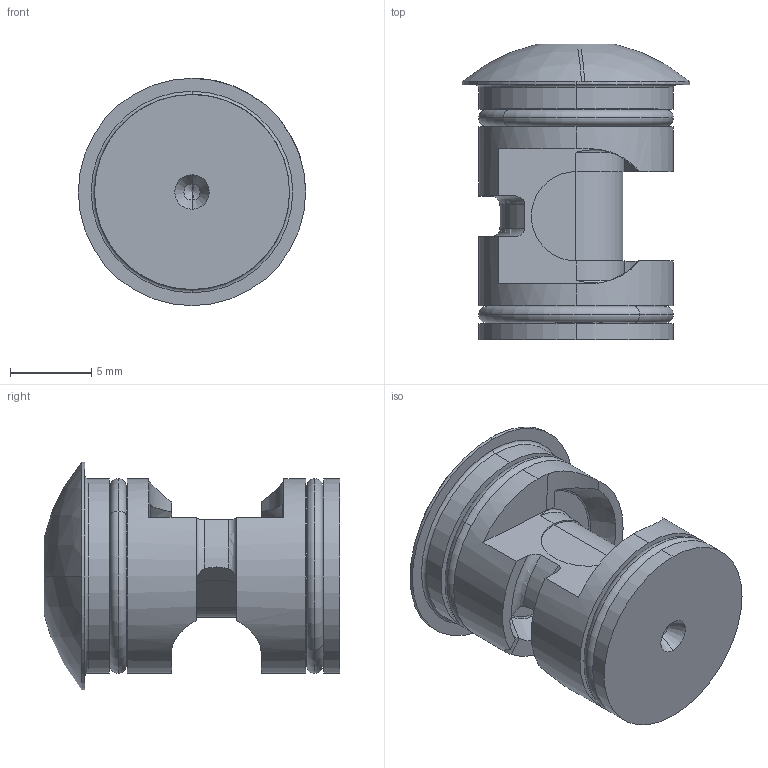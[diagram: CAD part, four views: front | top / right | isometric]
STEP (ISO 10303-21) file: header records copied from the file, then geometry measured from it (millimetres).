
FILE_DESCRIPTION (( 'STEP AP214' ), '1' );
FILE_NAME ('LW4.ER1.014.019.STEP', '2025-11-25T08:57:01', ( '' ), ( '' ), 'SwSTEP 2.0', 'SolidWorks 2022', '' );
FILE_SCHEMA (( 'AUTOMOTIVE_DESIGN' ));
Length unit declared in the file: millimetre
Products named in the file (3): LW4-ER1.014.019_D_Standard<Wie bearbeitet>; DIN 3771 - 10x1; LW4.ER1.014.019
Assembly tree (3 placements, depth 2):
  LW4.ER1.014.019
    LW4-ER1.014.019_D_Standard<Wie bearbeitet>
    DIN 3771 - 10x1  x2
Bounding box: 14 x 18.2 x 14 mm (x, y, z)
Volume: 1418 mm3; surface area: 1455.6 mm2
Topology: 3 solids, 3 shells, 114 faces, 279 edges, 169 vertices
Faces by surface type: cylinder 45, plane 28, torus 16, cone 10, bspline 9, sphere 6
Entity records: 4296 total; most frequent: CARTESIAN_POINT 1603, DIRECTION 557, ORIENTED_EDGE 534, EDGE_CURVE 267, AXIS2_PLACEMENT_3D 239, VERTEX_POINT 165, CIRCLE 132, EDGE_LOOP 116
